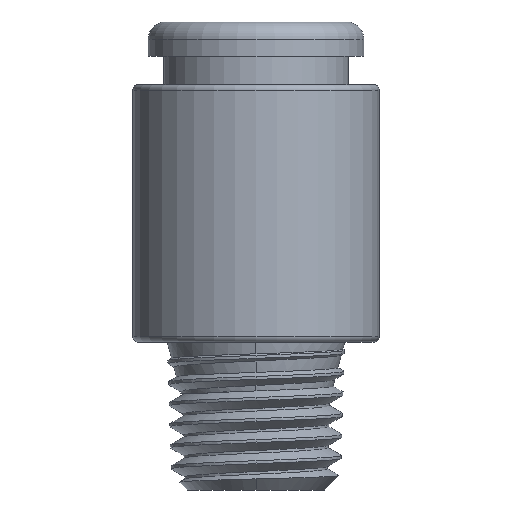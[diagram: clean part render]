
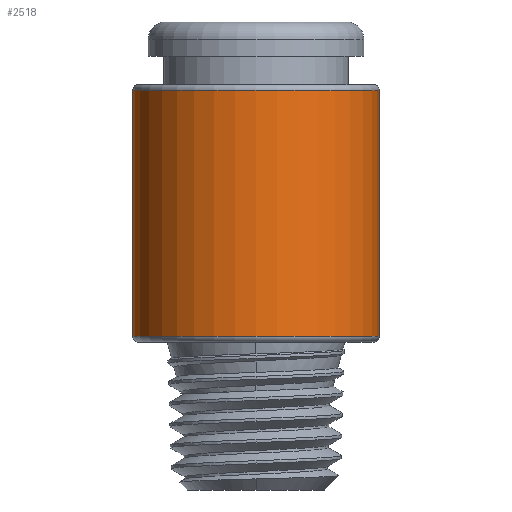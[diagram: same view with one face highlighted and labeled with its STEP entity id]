
A CAD part, left-side view. The second image highlights one B-rep face of the part: STEP entity #2518.
In plain terms, the highlighted cylindrical face has radius 5.5 mm (diameter 11 mm), a partial arc.
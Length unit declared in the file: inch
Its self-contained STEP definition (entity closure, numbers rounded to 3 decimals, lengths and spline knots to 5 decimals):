
#61 = DIRECTION ( 'NONE',  ( 0., 0., 1. ) ) ;
#237 = EDGE_CURVE ( 'NONE', #974, #3581, #4079, .T. ) ;
#242 = ORIENTED_EDGE ( 'NONE', *, *, #4909, .T. ) ;
#443 = CARTESIAN_POINT ( 'NONE',  ( 0., 0.21654, 0.29142 ) ) ;
#707 = CARTESIAN_POINT ( 'NONE',  ( 0., -0.21654, 0.29142 ) ) ;
#750 = FACE_OUTER_BOUND ( 'NONE', #2611, .T. ) ;
#974 = VERTEX_POINT ( 'NONE', #3175 ) ;
#1590 = CIRCLE ( 'NONE', #4433, 0.21654 ) ;
#1848 = ORIENTED_EDGE ( 'NONE', *, *, #237, .F. ) ;
#1851 = VECTOR ( 'NONE', #2978, 39.37008 ) ;
#1892 = CARTESIAN_POINT ( 'NONE',  ( 0., 0., -0.14142 ) ) ;
#2309 = DIRECTION ( 'NONE',  ( 0., 0., 1. ) ) ;
#2310 = CYLINDRICAL_SURFACE ( 'NONE', #3015, 0.21654 ) ;
#2509 = CARTESIAN_POINT ( 'NONE',  ( 0., 0.21654, 0.41142 ) ) ;
#2511 = ORIENTED_EDGE ( 'NONE', *, *, #3666, .T. ) ;
#2518 = ADVANCED_FACE ( 'NONE', ( #750 ), #2310, .T. ) ;
#2611 = EDGE_LOOP ( 'NONE', ( #1848, #5006, #242, #2511 ) ) ;
#2811 = VERTEX_POINT ( 'NONE', #707 ) ;
#2978 = DIRECTION ( 'NONE',  ( 0., 0., 1. ) ) ;
#2980 = CARTESIAN_POINT ( 'NONE',  ( 0., 0., 0.29142 ) ) ;
#2984 = VECTOR ( 'NONE', #3307, 39.37008 ) ;
#2996 = VERTEX_POINT ( 'NONE', #3676 ) ;
#3015 = AXIS2_PLACEMENT_3D ( 'NONE', #4213, #61, #3440 ) ;
#3175 = CARTESIAN_POINT ( 'NONE',  ( 0., 0.21654, -0.14142 ) ) ;
#3235 = LINE ( 'NONE', #5027, #1851 ) ;
#3307 = DIRECTION ( 'NONE',  ( 0., 0., 1. ) ) ;
#3440 = DIRECTION ( 'NONE',  ( 0., -1., 0. ) ) ;
#3550 = DIRECTION ( 'NONE',  ( 0., -1., 0. ) ) ;
#3581 = VERTEX_POINT ( 'NONE', #443 ) ;
#3666 = EDGE_CURVE ( 'NONE', #2811, #3581, #3750, .T. ) ;
#3676 = CARTESIAN_POINT ( 'NONE',  ( 0., -0.21654, -0.14142 ) ) ;
#3750 = CIRCLE ( 'NONE', #4637, 0.21654 ) ;
#3825 = DIRECTION ( 'NONE',  ( 0., 1., 0. ) ) ;
#4079 = LINE ( 'NONE', #2509, #2984 ) ;
#4167 = DIRECTION ( 'NONE',  ( 0., 0., -1. ) ) ;
#4213 = CARTESIAN_POINT ( 'NONE',  ( 0., 0., 0.41142 ) ) ;
#4433 = AXIS2_PLACEMENT_3D ( 'NONE', #1892, #2309, #3550 ) ;
#4637 = AXIS2_PLACEMENT_3D ( 'NONE', #2980, #4167, #3825 ) ;
#4909 = EDGE_CURVE ( 'NONE', #2996, #2811, #3235, .T. ) ;
#5006 = ORIENTED_EDGE ( 'NONE', *, *, #5148, .T. ) ;
#5027 = CARTESIAN_POINT ( 'NONE',  ( 0., -0.21654, 0.41142 ) ) ;
#5148 = EDGE_CURVE ( 'NONE', #974, #2996, #1590, .T. ) ;
